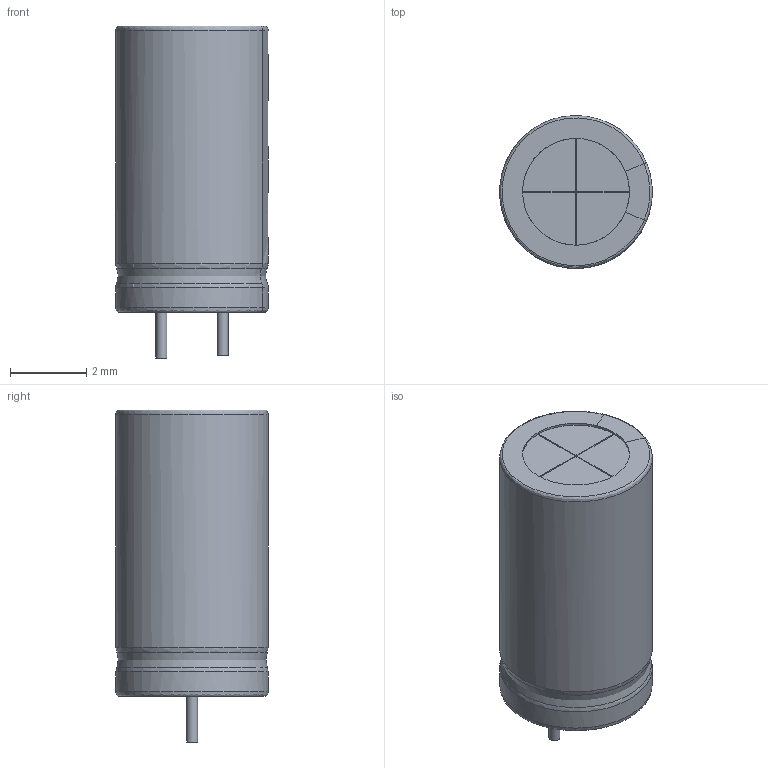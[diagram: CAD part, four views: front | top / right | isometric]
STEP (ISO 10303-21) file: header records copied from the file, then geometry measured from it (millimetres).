
FILE_DESCRIPTION(('FreeCAD Model'),'2;1');
FILE_NAME('Clone of x_Cap_Radial10mm.step','2017-08-05T18:44:31',('kicad StepUp'),( 'ksu MCAD'),'Open CASCADE STEP processor 6.8','FreeCAD','Unknown');
FILE_SCHEMA(('AUTOMOTIVE_DESIGN_CC2 { 1 2 10303 214 -1 1 5 4 }'));
Length unit declared in the file: millimetre
Products named in the file (2): ASSEMBLY; Clone_of_x_Cap_Radial10mm
Assembly tree (1 placements, depth 2):
  ASSEMBLY
    Clone_of_x_Cap_Radial10mm
Bounding box: 4 x 4 x 8.7 mm (x, y, z)
Volume: 93.2 mm3; surface area: 136.2 mm2
Topology: 1 solids, 2 shells, 53 faces, 140 edges, 95 vertices
Faces by surface type: bspline 53
Entity records: 2898 total; most frequent: CARTESIAN_POINT 1687, ORIENTED_EDGE 280, EDGE_CURVE 140, VERTEX_POINT 95, B_SPLINE_CURVE_WITH_KNOTS 94, FACE_BOUND 57, EDGE_LOOP 57, ADVANCED_FACE 53
